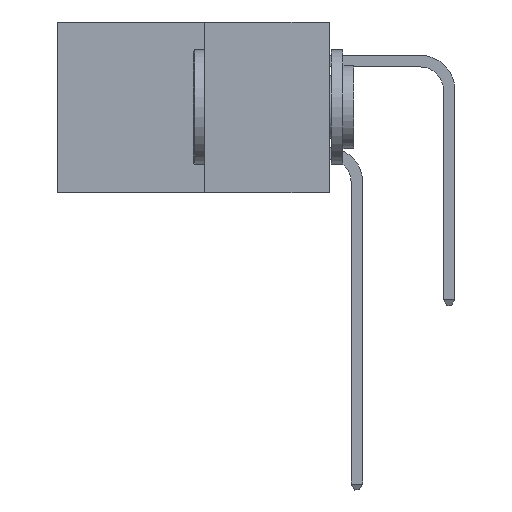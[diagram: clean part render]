
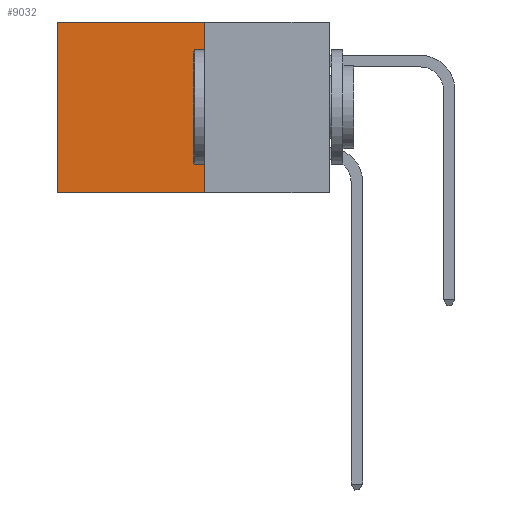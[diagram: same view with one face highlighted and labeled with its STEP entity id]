
A CAD part, left-side view. The second image highlights one B-rep face of the part: STEP entity #9032.
In plain terms, the highlighted planar face has unit normal (-1, 0, 0).
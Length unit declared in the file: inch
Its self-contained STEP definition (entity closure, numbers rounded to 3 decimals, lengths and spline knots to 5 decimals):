
#623 = LINE ( 'NONE', #19976, #9784 ) ;
#1426 = EDGE_CURVE ( 'NONE', #4616, #15566, #2235, .T. ) ;
#2235 = LINE ( 'NONE', #15378, #11365 ) ;
#2538 = VECTOR ( 'NONE', #19795, 39.37008 ) ;
#2972 = LINE ( 'NONE', #10135, #16671 ) ;
#3234 = DIRECTION ( 'NONE',  ( 0., 1., 0. ) ) ;
#3883 = ORIENTED_EDGE ( 'NONE', *, *, #19442, .F. ) ;
#3988 = CARTESIAN_POINT ( 'NONE',  ( 0.277, 0.27, -0.37 ) ) ;
#4519 = VERTEX_POINT ( 'NONE', #10095 ) ;
#4616 = VERTEX_POINT ( 'NONE', #18700 ) ;
#5087 = CARTESIAN_POINT ( 'NONE',  ( 0.277, 0.27, -0.37 ) ) ;
#6381 = DIRECTION ( 'NONE',  ( 0., 0., -1. ) ) ;
#6750 = FACE_OUTER_BOUND ( 'NONE', #9108, .T. ) ;
#7378 = AXIS2_PLACEMENT_3D ( 'NONE', #5087, #18764, #6381 ) ;
#9032 = ADVANCED_FACE ( 'NONE', ( #6750 ), #19589, .F. ) ;
#9108 = EDGE_LOOP ( 'NONE', ( #22558, #15341, #3883, #15316 ) ) ;
#9784 = VECTOR ( 'NONE', #13229, 39.37008 ) ;
#10095 = CARTESIAN_POINT ( 'NONE',  ( 0.277, 0.27, -0.37 ) ) ;
#10135 = CARTESIAN_POINT ( 'NONE',  ( 0.277, 0.59, -0.37 ) ) ;
#11150 = CARTESIAN_POINT ( 'NONE',  ( 0.277, 0.59, 0. ) ) ;
#11365 = VECTOR ( 'NONE', #3234, 39.37008 ) ;
#11874 = DIRECTION ( 'NONE',  ( 0., 0., -1. ) ) ;
#13229 = DIRECTION ( 'NONE',  ( 0., 1., 0. ) ) ;
#14138 = VERTEX_POINT ( 'NONE', #18336 ) ;
#15316 = ORIENTED_EDGE ( 'NONE', *, *, #1426, .T. ) ;
#15341 = ORIENTED_EDGE ( 'NONE', *, *, #18622, .F. ) ;
#15378 = CARTESIAN_POINT ( 'NONE',  ( 0.277, 0.27, 0. ) ) ;
#15566 = VERTEX_POINT ( 'NONE', #11150 ) ;
#15822 = EDGE_CURVE ( 'NONE', #15566, #14138, #2972, .T. ) ;
#16671 = VECTOR ( 'NONE', #11874, 39.37008 ) ;
#18336 = CARTESIAN_POINT ( 'NONE',  ( 0.277, 0.59, -0.37 ) ) ;
#18622 = EDGE_CURVE ( 'NONE', #4519, #14138, #623, .T. ) ;
#18700 = CARTESIAN_POINT ( 'NONE',  ( 0.277, 0.27, 0. ) ) ;
#18764 = DIRECTION ( 'NONE',  ( 1., 0., 0. ) ) ;
#19442 = EDGE_CURVE ( 'NONE', #4616, #4519, #21253, .T. ) ;
#19589 = PLANE ( 'NONE',  #7378 ) ;
#19795 = DIRECTION ( 'NONE',  ( 0., 0., -1. ) ) ;
#19976 = CARTESIAN_POINT ( 'NONE',  ( 0.277, 0.27, -0.37 ) ) ;
#21253 = LINE ( 'NONE', #3988, #2538 ) ;
#22558 = ORIENTED_EDGE ( 'NONE', *, *, #15822, .T. ) ;
